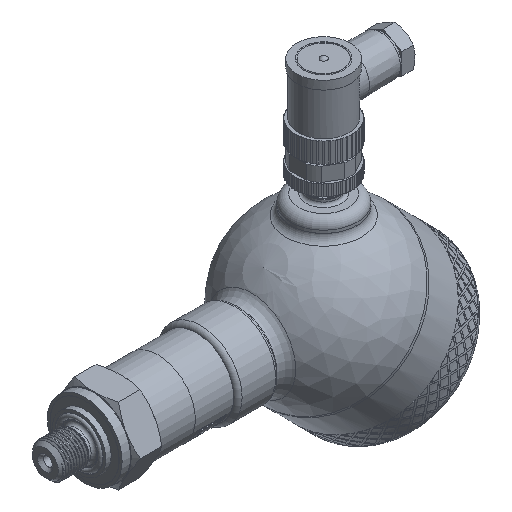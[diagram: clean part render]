
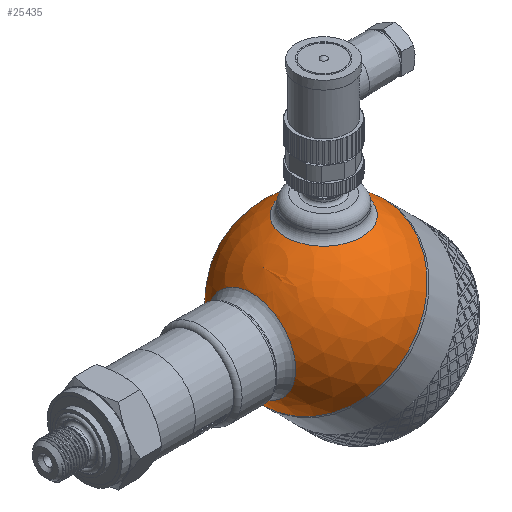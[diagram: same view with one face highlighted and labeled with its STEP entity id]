
A CAD part, isometric view. The second image highlights one B-rep face of the part: STEP entity #25435.
In plain terms, the highlighted spherical face has radius 30 mm.
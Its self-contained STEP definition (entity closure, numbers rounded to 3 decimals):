
#36=SPHERICAL_SURFACE('',#26989,30.);
#1045=FACE_BOUND('',#3935,.T.);
#1046=FACE_BOUND('',#3936,.T.);
#2277=FACE_OUTER_BOUND('',#3934,.T.);
#3934=EDGE_LOOP('',(#18844,#18845,#18846,#18847));
#3935=EDGE_LOOP('',(#18848));
#3936=EDGE_LOOP('',(#18849));
#5443=CIRCLE('',#26912,30.);
#5444=CIRCLE('',#26913,30.);
#5471=CIRCLE('',#26985,13.5);
#5474=CIRCLE('',#26990,30.);
#5475=CIRCLE('',#26991,15.643);
#10211=VERTEX_POINT('',#35250);
#10212=VERTEX_POINT('',#35252);
#10739=VERTEX_POINT('',#42016);
#10741=VERTEX_POINT('',#42023);
#10742=VERTEX_POINT('',#42025);
#12969=EDGE_CURVE('',#10211,#10212,#5443,.T.);
#12970=EDGE_CURVE('',#10212,#10211,#5444,.T.);
#13763=EDGE_CURVE('',#10739,#10739,#5471,.T.);
#13766=EDGE_CURVE('',#10212,#10741,#5474,.T.);
#13767=EDGE_CURVE('',#10742,#10742,#5475,.T.);
#18844=ORIENTED_EDGE('',*,*,#12970,.F.);
#18845=ORIENTED_EDGE('',*,*,#13766,.T.);
#18846=ORIENTED_EDGE('',*,*,#13766,.F.);
#18847=ORIENTED_EDGE('',*,*,#12969,.F.);
#18848=ORIENTED_EDGE('',*,*,#13767,.F.);
#18849=ORIENTED_EDGE('',*,*,#13763,.F.);
#25435=ADVANCED_FACE('',(#2277,#1045,#1046),#36,.T.);
#26912=AXIS2_PLACEMENT_3D('',#35253,#28650,#28651);
#26913=AXIS2_PLACEMENT_3D('',#35254,#28652,#28653);
#26985=AXIS2_PLACEMENT_3D('',#42017,#29074,#29075);
#26989=AXIS2_PLACEMENT_3D('',#42022,#29082,#29083);
#26990=AXIS2_PLACEMENT_3D('',#42024,#29084,#29085);
#26991=AXIS2_PLACEMENT_3D('',#42026,#29086,#29087);
#28650=DIRECTION('center_axis',(1.,0.,0.));
#28651=DIRECTION('ref_axis',(0.,1.,0.));
#28652=DIRECTION('center_axis',(1.,0.,0.));
#28653=DIRECTION('ref_axis',(0.,1.,0.));
#29074=DIRECTION('center_axis',(-0.707,0.,-0.707));
#29075=DIRECTION('ref_axis',(-0.707,0.,0.707));
#29082=DIRECTION('center_axis',(1.,0.,0.));
#29083=DIRECTION('ref_axis',(0.,-1.,0.));
#29084=DIRECTION('center_axis',(0.,0.,1.));
#29085=DIRECTION('ref_axis',(0.,1.,0.));
#29086=DIRECTION('center_axis',(-0.707,0.,0.707));
#29087=DIRECTION('ref_axis',(0.707,0.,0.707));
#35250=CARTESIAN_POINT('',(0.,-30.,0.));
#35252=CARTESIAN_POINT('',(0.,30.,0.));
#35253=CARTESIAN_POINT('Origin',(0.,0.,0.));
#35254=CARTESIAN_POINT('Origin',(0.,0.,0.));
#42016=CARTESIAN_POINT('',(-9.398,0.,-28.49));
#42017=CARTESIAN_POINT('Origin',(-18.944,0.,-18.944));
#42022=CARTESIAN_POINT('Origin',(0.,0.,0.));
#42023=CARTESIAN_POINT('',(-30.,0.,0.));
#42024=CARTESIAN_POINT('Origin',(0.,0.,0.));
#42025=CARTESIAN_POINT('',(-29.162,0.,7.04));
#42026=CARTESIAN_POINT('Origin',(-18.101,0.,18.101));
